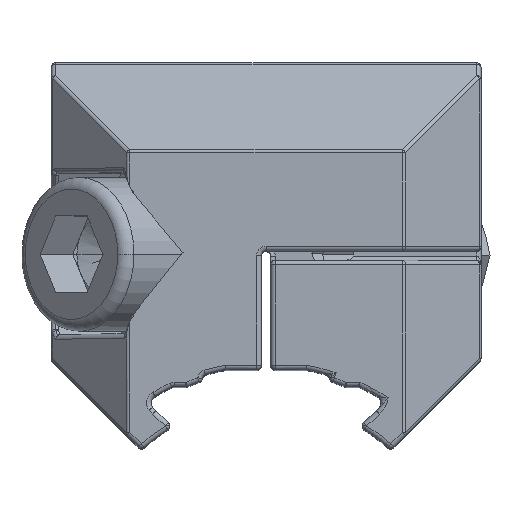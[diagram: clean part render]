
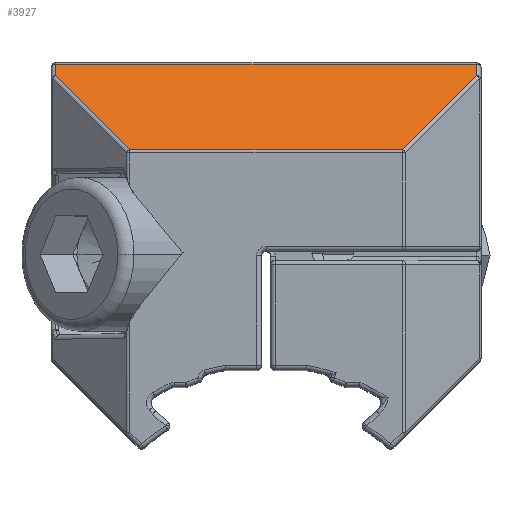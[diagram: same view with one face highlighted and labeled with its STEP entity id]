
A CAD part, top view. The second image highlights one B-rep face of the part: STEP entity #3927.
In plain terms, the highlighted planar face has unit normal (0, 0.707, 0.707).
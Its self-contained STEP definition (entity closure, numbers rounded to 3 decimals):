
#410 = VERTEX_POINT ( 'NONE', #8860 ) ;
#411 = VERTEX_POINT ( 'NONE', #8861 ) ;
#415 = VERTEX_POINT ( 'NONE', #8865 ) ;
#416 = VERTEX_POINT ( 'NONE', #8866 ) ;
#417 = VERTEX_POINT ( 'NONE', #8867 ) ;
#418 = VERTEX_POINT ( 'NONE', #8868 ) ;
#1397 = EDGE_LOOP ( 'NONE', ( #6627, #6629, #6626, #6628, #6631, #6630 ) ) ;
#2848 = VECTOR ( 'NONE', #9349, 1000. ) ;
#2855 = VECTOR ( 'NONE', #9367, 1000. ) ;
#2856 = VECTOR ( 'NONE', #9370, 1000. ) ;
#2857 = VECTOR ( 'NONE', #9373, 1000. ) ;
#2858 = VECTOR ( 'NONE', #9376, 1000. ) ;
#2860 = VECTOR ( 'NONE', #9379, 1000. ) ;
#3842 = EDGE_CURVE ( 'NONE', #411, #410, #9347, .T. ) ;
#3848 = EDGE_CURVE ( 'NONE', #415, #411, #9365, .T. ) ;
#3849 = EDGE_CURVE ( 'NONE', #416, #415, #9368, .T. ) ;
#3850 = EDGE_CURVE ( 'NONE', #410, #417, #9371, .T. ) ;
#3851 = EDGE_CURVE ( 'NONE', #417, #418, #9374, .T. ) ;
#3852 = EDGE_CURVE ( 'NONE', #418, #416, #9377, .T. ) ;
#3927 = ADVANCED_FACE ( 'NONE', ( #8140 ), #10569, .F. ) ;
#6626 = ORIENTED_EDGE ( 'NONE', *, *, #3842, .T. ) ;
#6627 = ORIENTED_EDGE ( 'NONE', *, *, #3849, .T. ) ;
#6628 = ORIENTED_EDGE ( 'NONE', *, *, #3850, .T. ) ;
#6629 = ORIENTED_EDGE ( 'NONE', *, *, #3848, .T. ) ;
#6630 = ORIENTED_EDGE ( 'NONE', *, *, #3852, .T. ) ;
#6631 = ORIENTED_EDGE ( 'NONE', *, *, #3851, .T. ) ;
#8140 = FACE_OUTER_BOUND ( 'NONE', #1397, .T. ) ;
#8148 = AXIS2_PLACEMENT_3D ( 'NONE', #10570, #10571, #10572 ) ;
#8860 = CARTESIAN_POINT ( 'NONE',  ( 14.345, 10.635, 9.123 ) ) ;
#8861 = CARTESIAN_POINT ( 'NONE',  ( 9.521, 5.811, 13.947 ) ) ;
#8865 = CARTESIAN_POINT ( 'NONE',  ( -8.231, 5.811, 13.947 ) ) ;
#8866 = CARTESIAN_POINT ( 'NONE',  ( -13.055, 10.635, 9.123 ) ) ;
#8867 = CARTESIAN_POINT ( 'NONE',  ( 14.345, 11.385, 8.373 ) ) ;
#8868 = CARTESIAN_POINT ( 'NONE',  ( -13.055, 11.385, 8.373 ) ) ;
#9347 = LINE ( 'NONE', #9348, #2848 ) ;
#9348 = CARTESIAN_POINT ( 'NONE',  ( 14.504, 10.794, 8.964 ) ) ;
#9349 = DIRECTION ( 'NONE',  ( 0.577, 0.577, -0.577 ) ) ;
#9365 = LINE ( 'NONE', #9366, #2855 ) ;
#9366 = CARTESIAN_POINT ( 'NONE',  ( 9.433, 5.811, 13.947 ) ) ;
#9367 = DIRECTION ( 'NONE',  ( 1., 0., 0. ) ) ;
#9368 = LINE ( 'NONE', #9369, #2856 ) ;
#9369 = CARTESIAN_POINT ( 'NONE',  ( -8.213, 5.794, 13.964 ) ) ;
#9370 = DIRECTION ( 'NONE',  ( 0.577, -0.577, 0.577 ) ) ;
#9371 = LINE ( 'NONE', #9372, #2857 ) ;
#9372 = CARTESIAN_POINT ( 'NONE',  ( 14.345, 10.77, 8.988 ) ) ;
#9373 = DIRECTION ( 'NONE',  ( 0., 0.707, -0.707 ) ) ;
#9374 = LINE ( 'NONE', #9375, #2858 ) ;
#9375 = CARTESIAN_POINT ( 'NONE',  ( 14.645, 11.385, 8.373 ) ) ;
#9376 = DIRECTION ( 'NONE',  ( -1., 0., 0. ) ) ;
#9377 = LINE ( 'NONE', #9378, #2860 ) ;
#9378 = CARTESIAN_POINT ( 'NONE',  ( -13.055, 10.77, 8.988 ) ) ;
#9379 = DIRECTION ( 'NONE',  ( 0., -0.707, 0.707 ) ) ;
#10569 = PLANE ( 'NONE',  #8148 ) ;
#10570 = CARTESIAN_POINT ( 'NONE',  ( 14.645, 10.77, 8.988 ) ) ;
#10571 = DIRECTION ( 'NONE',  ( 0., -0.707, -0.707 ) ) ;
#10572 = DIRECTION ( 'NONE',  ( 0., 0.707, -0.707 ) ) ;
